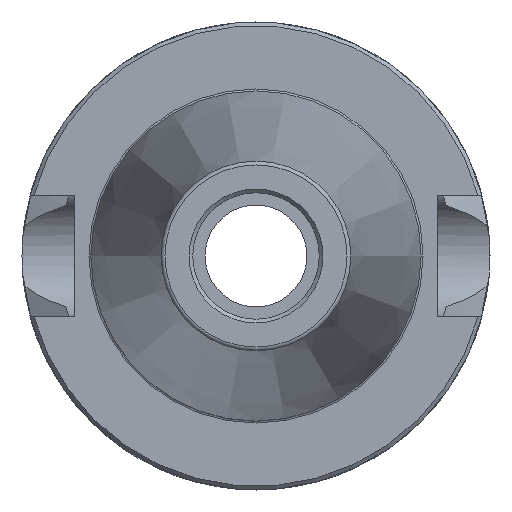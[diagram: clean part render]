
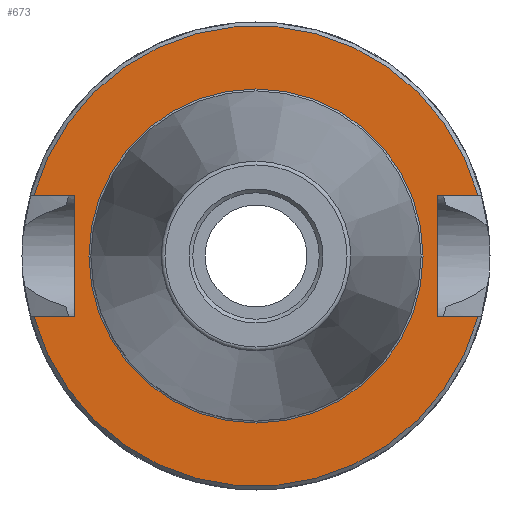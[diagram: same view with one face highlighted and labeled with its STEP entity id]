
A CAD part, left-side view. The second image highlights one B-rep face of the part: STEP entity #673.
In plain terms, the highlighted planar face has unit normal (-1, 0, 0).
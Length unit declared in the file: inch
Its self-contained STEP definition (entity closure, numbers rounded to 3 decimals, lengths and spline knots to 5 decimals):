
#65=LINE('',#1085,#102);
#71=LINE('',#1098,#108);
#73=LINE('',#1110,#110);
#75=LINE('',#1157,#112);
#81=LINE('',#1170,#118);
#84=LINE('',#1184,#121);
#102=VECTOR('',#856,39.37008);
#108=VECTOR('',#864,39.37008);
#110=VECTOR('',#868,39.37008);
#112=VECTOR('',#876,39.37008);
#118=VECTOR('',#884,39.37008);
#121=VECTOR('',#889,39.37008);
#146=FACE_BOUND('',#226,.T.);
#179=FACE_OUTER_BOUND('',#225,.T.);
#225=EDGE_LOOP('',(#584,#585,#586,#587,#588,#589,#590,#591));
#226=EDGE_LOOP('',(#592));
#253=CIRCLE('',#737,0.885);
#266=CIRCLE('',#759,1.22);
#269=CIRCLE('',#763,1.22);
#299=VERTEX_POINT('',#1079);
#300=VERTEX_POINT('',#1084);
#305=VERTEX_POINT('',#1095);
#306=VERTEX_POINT('',#1097);
#314=VERTEX_POINT('',#1151);
#315=VERTEX_POINT('',#1156);
#320=VERTEX_POINT('',#1167);
#321=VERTEX_POINT('',#1169);
#327=VERTEX_POINT('',#1218);
#371=EDGE_CURVE('',#299,#300,#65,.T.);
#377=EDGE_CURVE('',#305,#306,#71,.T.);
#381=EDGE_CURVE('',#300,#305,#73,.T.);
#390=EDGE_CURVE('',#315,#314,#75,.T.);
#396=EDGE_CURVE('',#321,#320,#81,.T.);
#401=EDGE_CURVE('',#315,#320,#84,.T.);
#407=EDGE_CURVE('',#327,#327,#253,.T.);
#425=EDGE_CURVE('',#299,#321,#266,.T.);
#428=EDGE_CURVE('',#314,#306,#269,.T.);
#584=ORIENTED_EDGE('',*,*,#377,.F.);
#585=ORIENTED_EDGE('',*,*,#381,.F.);
#586=ORIENTED_EDGE('',*,*,#371,.F.);
#587=ORIENTED_EDGE('',*,*,#425,.T.);
#588=ORIENTED_EDGE('',*,*,#396,.T.);
#589=ORIENTED_EDGE('',*,*,#401,.F.);
#590=ORIENTED_EDGE('',*,*,#390,.T.);
#591=ORIENTED_EDGE('',*,*,#428,.T.);
#592=ORIENTED_EDGE('',*,*,#407,.T.);
#640=PLANE('',#764);
#673=ADVANCED_FACE('',(#179,#146),#640,.F.);
#737=AXIS2_PLACEMENT_3D('',#1219,#896,#897);
#759=AXIS2_PLACEMENT_3D('',#1256,#945,#946);
#763=AXIS2_PLACEMENT_3D('',#1260,#953,#954);
#764=AXIS2_PLACEMENT_3D('',#1261,#955,#956);
#856=DIRECTION('',(0.,-1.,0.));
#864=DIRECTION('',(0.,1.,0.));
#868=DIRECTION('',(0.,0.,1.));
#876=DIRECTION('',(0.,-1.,0.));
#884=DIRECTION('',(0.,1.,0.));
#889=DIRECTION('',(0.,0.,-1.));
#896=DIRECTION('center_axis',(1.,0.,0.));
#897=DIRECTION('ref_axis',(0.,1.,0.));
#945=DIRECTION('center_axis',(-1.,0.,0.));
#946=DIRECTION('ref_axis',(0.,1.,0.));
#953=DIRECTION('center_axis',(-1.,0.,0.));
#954=DIRECTION('ref_axis',(0.,1.,0.));
#955=DIRECTION('center_axis',(1.,0.,0.));
#956=DIRECTION('ref_axis',(0.,1.,0.));
#1079=CARTESIAN_POINT('',(0.04,1.1766,-0.3225));
#1084=CARTESIAN_POINT('',(0.04,0.96,-0.3225));
#1085=CARTESIAN_POINT('',(0.04,0.875,-0.3225));
#1095=CARTESIAN_POINT('',(0.04,0.96,0.3225));
#1097=CARTESIAN_POINT('',(0.04,1.1766,0.3225));
#1098=CARTESIAN_POINT('',(0.04,0.875,0.3225));
#1110=CARTESIAN_POINT('',(0.04,0.96,0.));
#1151=CARTESIAN_POINT('',(0.04,-1.1766,0.3225));
#1156=CARTESIAN_POINT('',(0.04,-0.96,0.3225));
#1157=CARTESIAN_POINT('',(0.04,0.875,0.3225));
#1167=CARTESIAN_POINT('',(0.04,-0.96,-0.3225));
#1169=CARTESIAN_POINT('',(0.04,-1.1766,-0.3225));
#1170=CARTESIAN_POINT('',(0.04,0.875,-0.3225));
#1184=CARTESIAN_POINT('',(0.04,-0.96,0.));
#1218=CARTESIAN_POINT('',(0.04,-0.885,0.));
#1219=CARTESIAN_POINT('Origin',(0.04,0.,0.));
#1256=CARTESIAN_POINT('Origin',(0.04,0.,0.));
#1260=CARTESIAN_POINT('Origin',(0.04,0.,0.));
#1261=CARTESIAN_POINT('Origin',(0.04,0.875,0.));
